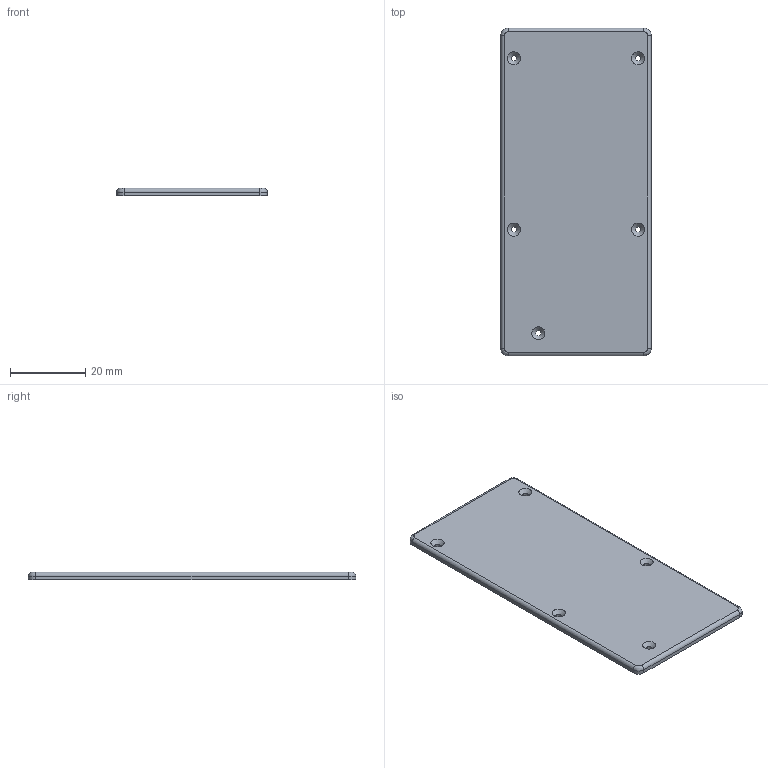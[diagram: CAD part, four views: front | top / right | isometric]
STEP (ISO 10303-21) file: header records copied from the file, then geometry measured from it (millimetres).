
FILE_DESCRIPTION(/* description */ (''),/* implementation_level */ '2;1');
FILE_NAME(/* name */ 'lid.step',/* time_stamp */ '2025-08-27T09:54:31+03:00',/* author */ (''),/* organization */ (''),/* preprocessor_version */ 'ST-DEVELOPER v20.1',/* originating_system */ 'Autodesk Translation Framework v14.10.0.0',/* authorisation */ '');
FILE_SCHEMA (('AUTOMOTIVE_DESIGN { 1 0 10303 214 3 1 1 }'));
Length unit declared in the file: millimetre
Products named in the file (1): 2025-08-26-08-24-27-061
Bounding box: 40 x 87 x 2 mm (x, y, z)
Volume: 6865 mm3; surface area: 7368.4 mm2
Topology: 1 solids, 1 shells, 28 faces, 65 edges, 39 vertices
Faces by surface type: cylinder 13, plane 6, cone 5, bspline 4
Full cylindrical faces by diameter (mm): 1.5 x5
Entity records: 869 total; most frequent: CARTESIAN_POINT 165, DIRECTION 150, ORIENTED_EDGE 130, EDGE_CURVE 65, AXIS2_PLACEMENT_3D 60, VERTEX_POINT 39, EDGE_LOOP 38, CIRCLE 35
